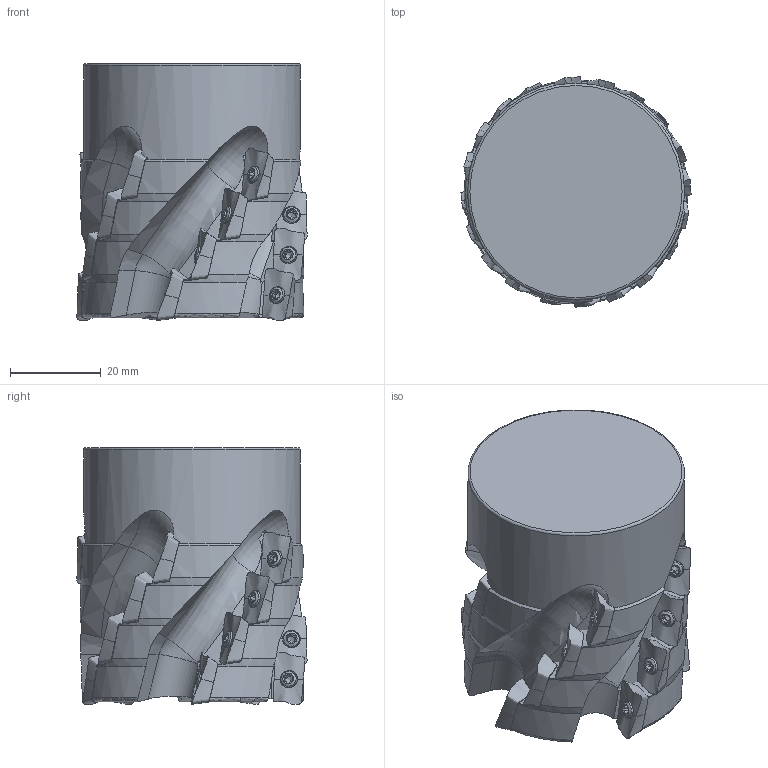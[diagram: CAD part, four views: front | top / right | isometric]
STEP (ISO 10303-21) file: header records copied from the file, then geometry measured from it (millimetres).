
FILE_DESCRIPTION(/* description */ (''),/* implementation_level */ '2;1');
FILE_NAME(/* name */ '1583476098211.stp',/* time_stamp */ '2020-03-06T11:58:36+05:00',/* author */ (''),/* organization */ ('SMS'),/* preprocessor_version */ 'ST-DEVELOPER v16.7',/* originating_system */ 'SIEMENS PLM Software NX 12.0',/* authorisation */ '');
FILE_SCHEMA (('AUTOMOTIVE_DESIGN { 1 0 10303 214 3 1 1 1 }'));
Products named in the file (4): ASSEMBLY_CONSTRUCTION; 201207134mod000_00; 202872428mod000_00; 202872435mod000_00
Assembly tree (22 placements, depth 2):
  202872435mod000_00
    202872428mod000_00
    201207134mod000_00  x20
    ASSEMBLY_CONSTRUCTION
Bounding box: 50.76 x 50.75 x 56.62 mm (x, y, z)
Volume: 82927.5 mm3; surface area: 20142.4 mm2
Topology: 21 solids, 22 shells, 998 faces, 2432 edges, 1583 vertices
Faces by surface type: cylinder 306, plane 259, cone 211, bspline 115, torus 77, sphere 20, revolution 10
Full cylindrical faces by diameter (mm): 2.5 x20, 2.8 x20, 3.45 x20, 47.823 x1
Entity records: 54090 total; most frequent: CARTESIAN_POINT 37506, ORIENTED_EDGE 3380, DIRECTION 3294, EDGE_CURVE 1690, AXIS2_PLACEMENT_3D 1512, VERTEX_POINT 1112, EDGE_LOOP 862, ADVANCED_FACE 732
